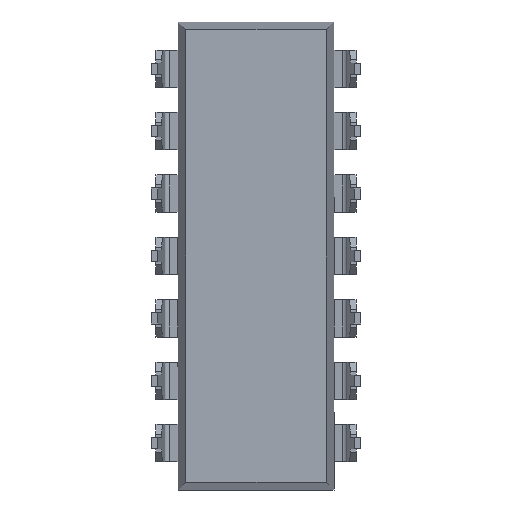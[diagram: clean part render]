
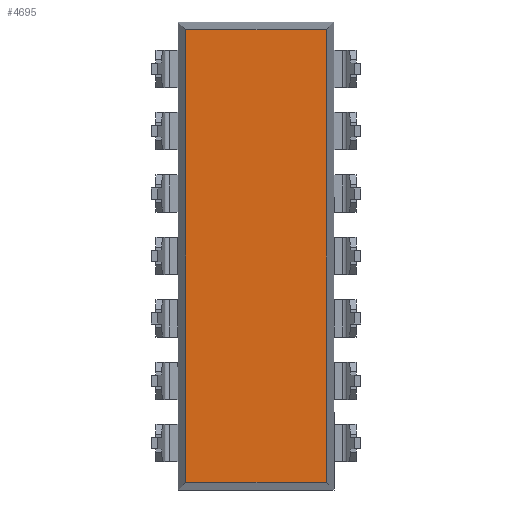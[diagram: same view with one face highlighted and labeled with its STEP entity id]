
A CAD part, front view. The second image highlights one B-rep face of the part: STEP entity #4695.
In plain terms, the highlighted planar face has unit normal (0, -1, 0).
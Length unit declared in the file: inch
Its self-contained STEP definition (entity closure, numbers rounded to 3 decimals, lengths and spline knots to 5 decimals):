
#677 = DIRECTION ( 'NONE',  ( 1., 0., 0. ) ) ;
#818 = VECTOR ( 'NONE', #2876, 39.37008 ) ;
#1555 = EDGE_CURVE ( 'NONE', #3409, #6600, #4021, .T. ) ;
#1929 = EDGE_CURVE ( 'NONE', #3796, #1981, #2715, .T. ) ;
#1963 = ORIENTED_EDGE ( 'NONE', *, *, #1555, .T. ) ;
#1981 = VERTEX_POINT ( 'NONE', #5081 ) ;
#2043 = VECTOR ( 'NONE', #4102, 39.37008 ) ;
#2397 = CARTESIAN_POINT ( 'NONE',  ( 0.125, 0.015, 0.36282 ) ) ;
#2715 = LINE ( 'NONE', #5119, #4217 ) ;
#2734 = EDGE_LOOP ( 'NONE', ( #1963, #6950, #2801, #5534 ) ) ;
#2750 = DIRECTION ( 'NONE',  ( 0., 0., -1. ) ) ;
#2773 = EDGE_CURVE ( 'NONE', #1981, #3409, #4915, .T. ) ;
#2801 = ORIENTED_EDGE ( 'NONE', *, *, #1929, .T. ) ;
#2876 = DIRECTION ( 'NONE',  ( 0., 0., 1. ) ) ;
#3072 = DIRECTION ( 'NONE',  ( 0., -1., 0. ) ) ;
#3399 = CARTESIAN_POINT ( 'NONE',  ( -0.11282, 0.015, 0.36282 ) ) ;
#3409 = VERTEX_POINT ( 'NONE', #6241 ) ;
#3570 = PLANE ( 'NONE',  #5442 ) ;
#3796 = VERTEX_POINT ( 'NONE', #3399 ) ;
#4021 = LINE ( 'NONE', #6356, #818 ) ;
#4053 = VECTOR ( 'NONE', #4993, 39.37008 ) ;
#4102 = DIRECTION ( 'NONE',  ( -1., 0., 0. ) ) ;
#4217 = VECTOR ( 'NONE', #2750, 39.37008 ) ;
#4677 = EDGE_CURVE ( 'NONE', #6600, #3796, #4786, .T. ) ;
#4695 = ADVANCED_FACE ( 'NONE', ( #5985 ), #3570, .T. ) ;
#4786 = LINE ( 'NONE', #2397, #2043 ) ;
#4915 = LINE ( 'NONE', #7380, #4053 ) ;
#4993 = DIRECTION ( 'NONE',  ( 1., 0., 0. ) ) ;
#5081 = CARTESIAN_POINT ( 'NONE',  ( -0.11282, 0.015, -0.36282 ) ) ;
#5119 = CARTESIAN_POINT ( 'NONE',  ( -0.11282, 0.015, 0.375 ) ) ;
#5442 = AXIS2_PLACEMENT_3D ( 'NONE', #5909, #3072, #677 ) ;
#5534 = ORIENTED_EDGE ( 'NONE', *, *, #2773, .T. ) ;
#5909 = CARTESIAN_POINT ( 'NONE',  ( 0., 0.015, 0. ) ) ;
#5985 = FACE_OUTER_BOUND ( 'NONE', #2734, .T. ) ;
#6240 = CARTESIAN_POINT ( 'NONE',  ( 0.11282, 0.015, 0.36282 ) ) ;
#6241 = CARTESIAN_POINT ( 'NONE',  ( 0.11282, 0.015, -0.36282 ) ) ;
#6356 = CARTESIAN_POINT ( 'NONE',  ( 0.11282, 0.015, -0.375 ) ) ;
#6600 = VERTEX_POINT ( 'NONE', #6240 ) ;
#6950 = ORIENTED_EDGE ( 'NONE', *, *, #4677, .T. ) ;
#7380 = CARTESIAN_POINT ( 'NONE',  ( -0.125, 0.015, -0.36282 ) ) ;
